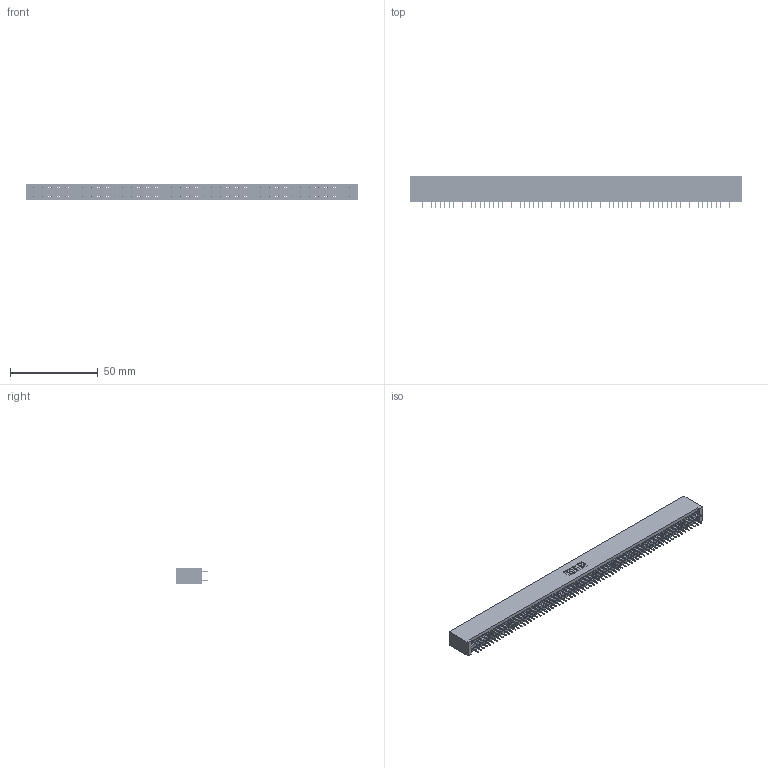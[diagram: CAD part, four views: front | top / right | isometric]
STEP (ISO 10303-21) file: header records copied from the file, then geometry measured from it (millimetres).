
FILE_DESCRIPTION (( 'STEP AP203' ), '1' );
FILE_NAME ('395-144-525-201.STEP', '2020-09-26T07:11:14', ( '' ), ( '' ), 'SwSTEP 2.0', 'SolidWorks 2020', '' );
FILE_SCHEMA (( 'CONFIG_CONTROL_DESIGN' ));
Length unit declared in the file: inch
Products named in the file (3): 345 Part_No Mounting Lugs; 395-144-525-201; 345-292-001_345-293-125
Assembly tree (145 placements, depth 2):
  395-144-525-201
    345 Part_No Mounting Lugs
    345-292-001_345-293-125  x144
Bounding box: 189.48 x 18.72 x 9.4 mm (x, y, z)
Volume: 19064 mm3; surface area: 28349.9 mm2
Topology: 145 solids, 145 shells, 7894 faces, 22349 edges, 14322 vertices
Faces by surface type: plane 5692, cylinder 2202
Entity records: 52251 total; most frequent: CARTESIAN_POINT 8728, ORIENTED_EDGE 8662, DIRECTION 7655, EDGE_CURVE 4331, LINE 3923, VECTOR 3923, VERTEX_POINT 2882, AXIS2_PLACEMENT_3D 1866
